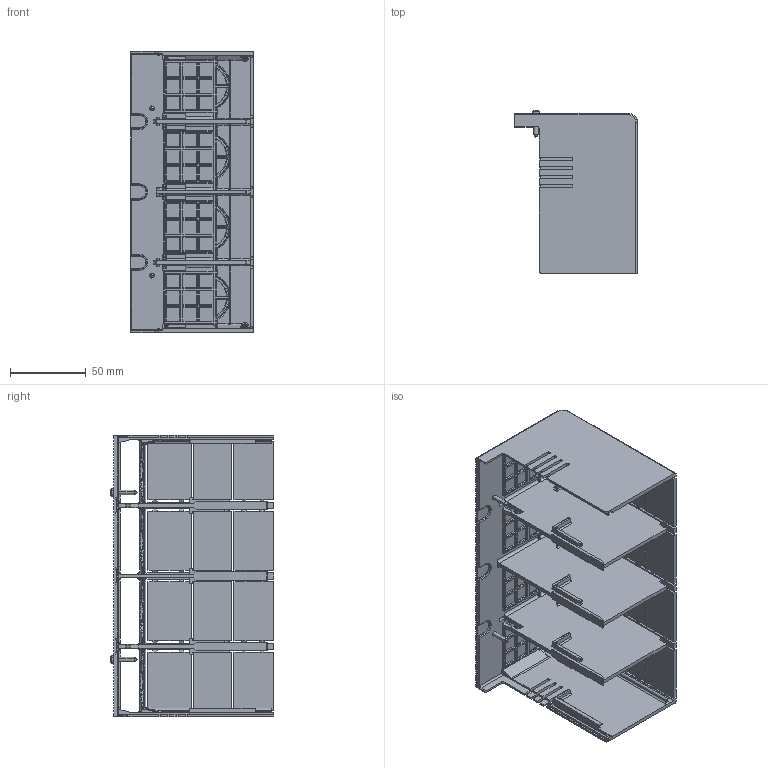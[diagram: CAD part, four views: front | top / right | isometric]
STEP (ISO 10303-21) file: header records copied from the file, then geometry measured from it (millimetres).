
FILE_DESCRIPTION((''),'2;1');
FILE_NAME('1SDH002065A1185__IGES','2020-07-08T17:25:35',('ITMADEL7'),(''),'CREO PARAMETRIC BY PTC INC, 2019030','CREO PARAMETRIC BY PTC INC, 2019030','');
FILE_SCHEMA(('AUTOMOTIVE_DESIGN { 1 0 10303 214 1 1 1 1 }'));
Products named in the file (1): 1SDH002065A1185__IGES
Bounding box: 81.05 x 107.89 x 186 mm (x, y, z)
Volume: 170631.8 mm3; surface area: 148312.7 mm2
Topology: 1 solids, 1 shells, 2718 faces, 6765 edges, 4039 vertices
Faces by surface type: plane 1518, cylinder 765, sphere 258, torus 108, bspline 60, cone 9
Entity records: 85038 total; most frequent: CARTESIAN_POINT 19709, ORIENTED_EDGE 13514, DIRECTION 13454, EDGE_CURVE 6757, VECTOR 4750, LINE 4750, AXIS2_PLACEMENT_3D 4352, VERTEX_POINT 4039
